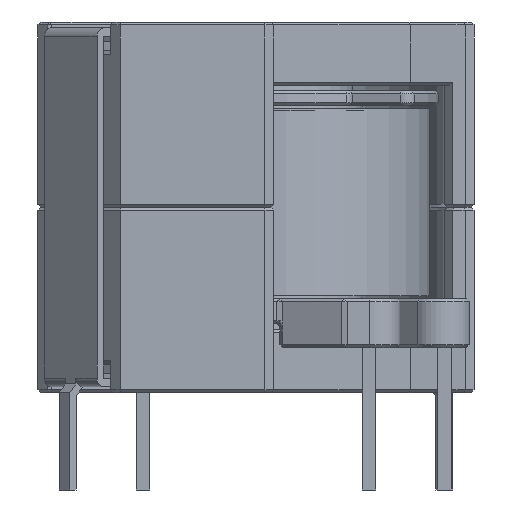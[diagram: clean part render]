
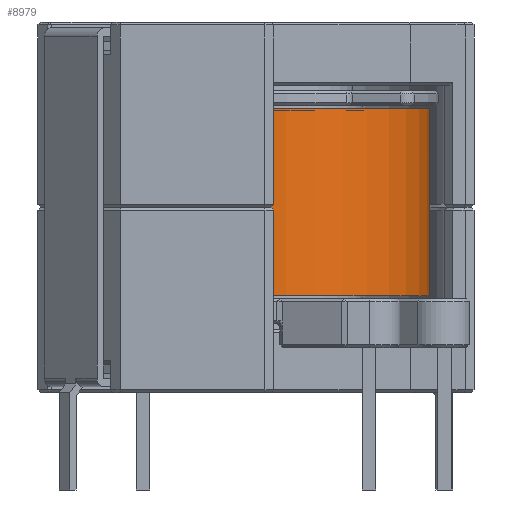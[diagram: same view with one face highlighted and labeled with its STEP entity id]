
A CAD part, front view. The second image highlights one B-rep face of the part: STEP entity #8979.
In plain terms, the highlighted cylindrical face has radius 5.843 mm (diameter 11.685 mm), a full revolution.
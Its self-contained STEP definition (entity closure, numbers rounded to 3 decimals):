
#61=CYLINDRICAL_SURFACE('',#9506,5.843);
#109=CIRCLE('',#9502,5.843);
#110=CIRCLE('',#9504,5.843);
#182=FACE_BOUND('',#1494,.T.);
#968=FACE_OUTER_BOUND('',#1493,.T.);
#1493=EDGE_LOOP('',(#7424));
#1494=EDGE_LOOP('',(#7425));
#4368=VERTEX_POINT('',#14403);
#4369=VERTEX_POINT('',#14406);
#5411=EDGE_CURVE('',#4368,#4368,#109,.T.);
#5412=EDGE_CURVE('',#4369,#4369,#110,.T.);
#7424=ORIENTED_EDGE('',*,*,#5412,.F.);
#7425=ORIENTED_EDGE('',*,*,#5411,.F.);
#8979=ADVANCED_FACE('',(#968,#182),#61,.T.);
#9502=AXIS2_PLACEMENT_3D('',#14404,#11237,#11238);
#9504=AXIS2_PLACEMENT_3D('',#14407,#11241,#11242);
#9506=AXIS2_PLACEMENT_3D('',#14410,#11245,#11246);
#11237=DIRECTION('center_axis',(0.,0.,1.));
#11238=DIRECTION('ref_axis',(-1.,0.,0.));
#11241=DIRECTION('center_axis',(0.,0.,-1.));
#11242=DIRECTION('ref_axis',(-1.,0.,0.));
#11245=DIRECTION('center_axis',(0.,0.,1.));
#11246=DIRECTION('ref_axis',(-1.,0.,0.));
#14403=CARTESIAN_POINT('',(5.843,0.,9.575));
#14404=CARTESIAN_POINT('Origin',(0.,0.,9.575));
#14406=CARTESIAN_POINT('',(5.843,0.,3.275));
#14407=CARTESIAN_POINT('Origin',(0.,0.,3.275));
#14410=CARTESIAN_POINT('Origin',(0.,0.,6.425));
